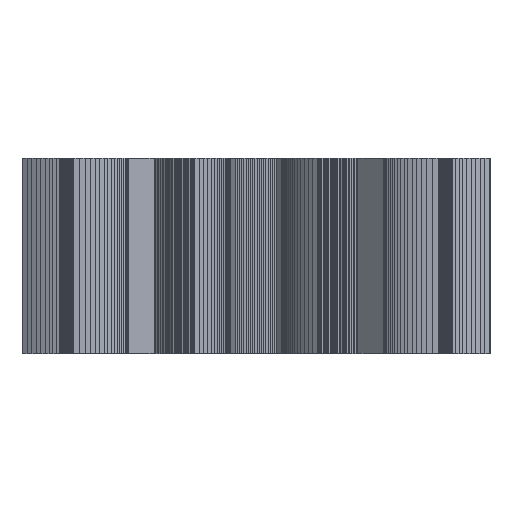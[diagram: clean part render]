
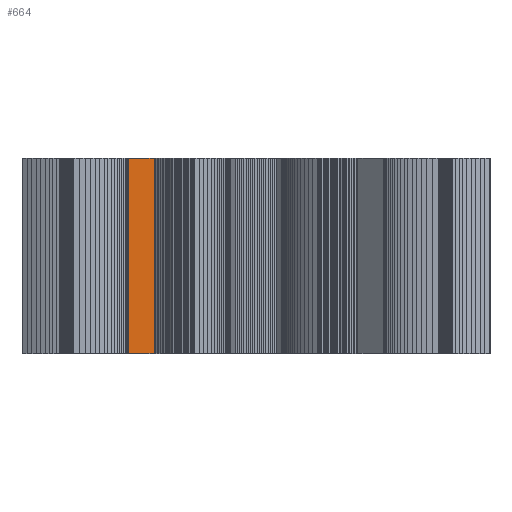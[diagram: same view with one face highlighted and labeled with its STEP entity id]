
A CAD part, top view. The second image highlights one B-rep face of the part: STEP entity #664.
In plain terms, the highlighted planar face has unit normal (0.718, 0, 0.697).
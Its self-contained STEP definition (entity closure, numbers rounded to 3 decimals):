
#612 = LINE ( 'NONE', #9000, #25811 ) ;
#664 = ADVANCED_FACE ( 'NONE', ( #21382 ), #2266, .F. ) ;
#1121 = EDGE_CURVE ( 'NONE', #26631, #14516, #21629, .T. ) ;
#1125 = CARTESIAN_POINT ( 'NONE',  ( -3.272, 5., 3.371 ) ) ;
#2114 = VECTOR ( 'NONE', #7422, 1000. ) ;
#2266 = PLANE ( 'NONE',  #13717 ) ;
#4621 = EDGE_CURVE ( 'NONE', #14516, #25046, #8564, .T. ) ;
#4722 = DIRECTION ( 'NONE',  ( -0.718, 0., -0.696 ) ) ;
#6413 = CARTESIAN_POINT ( 'NONE',  ( -3.272, 5., 3.371 ) ) ;
#7422 = DIRECTION ( 'NONE',  ( 0., -1., 0. ) ) ;
#8564 = LINE ( 'NONE', #16961, #23856 ) ;
#9000 = CARTESIAN_POINT ( 'NONE',  ( -3.272, 0., 3.371 ) ) ;
#12159 = ORIENTED_EDGE ( 'NONE', *, *, #18455, .T. ) ;
#13118 = DIRECTION ( 'NONE',  ( -0.696, 0., 0.718 ) ) ;
#13176 = CARTESIAN_POINT ( 'NONE',  ( -2.612, 5., 2.691 ) ) ;
#13486 = CARTESIAN_POINT ( 'NONE',  ( -3.272, 5., 3.371 ) ) ;
#13717 = AXIS2_PLACEMENT_3D ( 'NONE', #23584, #4722, #13118 ) ;
#14296 = EDGE_LOOP ( 'NONE', ( #17279, #24599, #16617, #12159 ) ) ;
#14516 = VERTEX_POINT ( 'NONE', #13176 ) ;
#14623 = VECTOR ( 'NONE', #19694, 1000. ) ;
#16617 = ORIENTED_EDGE ( 'NONE', *, *, #1121, .F. ) ;
#16961 = CARTESIAN_POINT ( 'NONE',  ( -2.612, 5., 2.691 ) ) ;
#17084 = DIRECTION ( 'NONE',  ( 0., -1., 0. ) ) ;
#17279 = ORIENTED_EDGE ( 'NONE', *, *, #20935, .T. ) ;
#17395 = DIRECTION ( 'NONE',  ( 0.696, 0., -0.718 ) ) ;
#17614 = LINE ( 'NONE', #13486, #2114 ) ;
#18455 = EDGE_CURVE ( 'NONE', #26631, #23996, #17614, .T. ) ;
#19694 = DIRECTION ( 'NONE',  ( 0.696, 0., -0.718 ) ) ;
#20935 = EDGE_CURVE ( 'NONE', #23996, #25046, #612, .T. ) ;
#21382 = FACE_OUTER_BOUND ( 'NONE', #14296, .T. ) ;
#21629 = LINE ( 'NONE', #1125, #14623 ) ;
#23584 = CARTESIAN_POINT ( 'NONE',  ( -3.272, 5., 3.371 ) ) ;
#23856 = VECTOR ( 'NONE', #17084, 1000. ) ;
#23996 = VERTEX_POINT ( 'NONE', #24729 ) ;
#24200 = CARTESIAN_POINT ( 'NONE',  ( -2.612, 0., 2.691 ) ) ;
#24599 = ORIENTED_EDGE ( 'NONE', *, *, #4621, .F. ) ;
#24729 = CARTESIAN_POINT ( 'NONE',  ( -3.272, 0., 3.371 ) ) ;
#25046 = VERTEX_POINT ( 'NONE', #24200 ) ;
#25811 = VECTOR ( 'NONE', #17395, 1000. ) ;
#26631 = VERTEX_POINT ( 'NONE', #6413 ) ;
